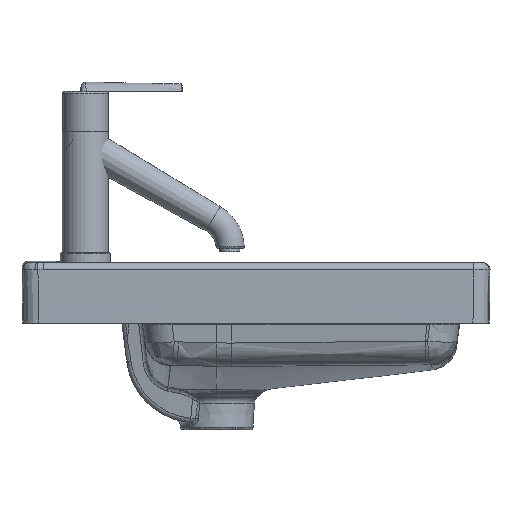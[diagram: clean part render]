
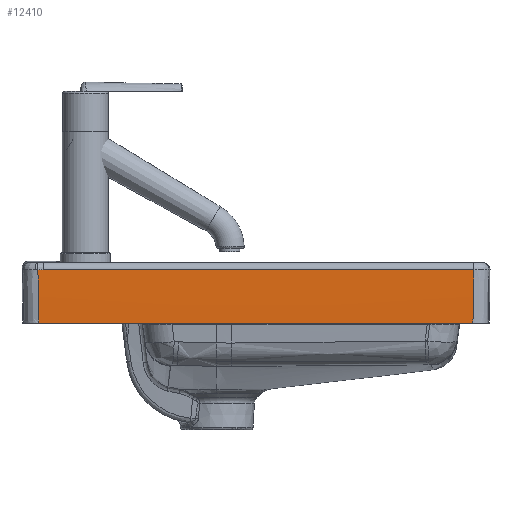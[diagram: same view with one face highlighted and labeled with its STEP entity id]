
A CAD part, front view. The second image highlights one B-rep face of the part: STEP entity #12410.
In plain terms, the highlighted free-form (B-spline) face has degree [3, 3] with [4, 4] control points.
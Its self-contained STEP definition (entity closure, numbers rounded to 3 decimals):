
#8037=CARTESIAN_POINT('',(21.063,-249.941,-7.067));
#8038=VERTEX_POINT('',#8037);
#8039=CARTESIAN_POINT('',(449.021,-249.941,-7.067));
#8040=VERTEX_POINT('',#8039);
#8041=CARTESIAN_POINT('',(21.063,-249.941,-7.067));
#8042=DIRECTION('',(1.0,0.0,0.0));
#8043=VECTOR('',#8042,427.958);
#8044=LINE('',#8041,#8043);
#8045=EDGE_CURVE('',#8038,#8040,#8044,.T.);
#12357=CARTESIAN_POINT('',(15.017,-248.97,-60.));
#12358=CARTESIAN_POINT('',(15.492,-249.449,-42.358));
#12359=CARTESIAN_POINT('',(15.813,-249.773,-24.709));
#12360=CARTESIAN_POINT('',(15.98,-249.941,-7.057));
#12361=CARTESIAN_POINT('',(159.366,-248.97,-60.));
#12362=CARTESIAN_POINT('',(159.841,-249.449,-42.358));
#12363=CARTESIAN_POINT('',(160.162,-249.773,-24.709));
#12364=CARTESIAN_POINT('',(160.328,-249.941,-7.057));
#12365=CARTESIAN_POINT('',(303.714,-248.97,-60.));
#12366=CARTESIAN_POINT('',(304.189,-249.449,-42.358));
#12367=CARTESIAN_POINT('',(304.511,-249.773,-24.709));
#12368=CARTESIAN_POINT('',(304.677,-249.941,-7.057));
#12369=CARTESIAN_POINT('',(448.063,-248.97,-60.));
#12370=CARTESIAN_POINT('',(448.538,-249.449,-42.358));
#12371=CARTESIAN_POINT('',(448.859,-249.773,-24.709));
#12372=CARTESIAN_POINT('',(449.026,-249.941,-7.057));
#12373=B_SPLINE_SURFACE_WITH_KNOTS('',3,3,((#12357,#12361,#12365,#12369),(#12358,#12362,#12366,#12370),(#12359,#12363,#12367,#12371),(#12360,#12364,#12368,#12372)),.UNSPECIFIED.,.F.,.F.,.U.,(4,4),(4,4),(99.143,152.107),(14.997,448.042),.UNSPECIFIED.);
#12374=ORIENTED_EDGE('',*,*,#8045,.F.);
#12375=CARTESIAN_POINT('',(15.98,-249.941,-7.057));
#12376=VERTEX_POINT('',#12375);
#12377=CARTESIAN_POINT('',(21.069,-262.79,1343.272));
#12378=DIRECTION('',(0.,-1.,-0.01));
#12379=DIRECTION('',(0.,0.01,-1.));
#12380=AXIS2_PLACEMENT_3D('',#12377,#12378,#12379);
#12381=CIRCLE('',#12380,1350.399);
#12382=EDGE_CURVE('',#12376,#8038,#12381,.T.);
#12383=ORIENTED_EDGE('',*,*,#12382,.F.);
#12384=CARTESIAN_POINT('',(16.937,-248.97,-60.));
#12385=VERTEX_POINT('',#12384);
#12386=CARTESIAN_POINT('',(1499.454,1257.177,-37.9));
#12387=DIRECTION('',(-0.713,0.701,0.));
#12388=DIRECTION('',(-0.45,-0.457,0.767));
#12389=AXIS2_PLACEMENT_3D('',#12386,#12387,#12388);
#12390=ELLIPSE('',#12389,2150.168,2089.955);
#12391=EDGE_CURVE('',#12385,#12376,#12390,.T.);
#12392=ORIENTED_EDGE('',*,*,#12391,.F.);
#12393=CARTESIAN_POINT('',(448.063,-248.97,-60.));
#12394=VERTEX_POINT('',#12393);
#12395=CARTESIAN_POINT('',(16.937,-248.97,-60.));
#12396=DIRECTION('',(1.0,0.0,0.0));
#12397=VECTOR('',#12396,431.125);
#12398=LINE('',#12395,#12397);
#12399=EDGE_CURVE('',#12385,#12394,#12398,.T.);
#12400=ORIENTED_EDGE('',*,*,#12399,.T.);
#12401=CARTESIAN_POINT('',(-339.002,548.269,-33.606));
#12402=DIRECTION('',(-0.712,-0.703,0.));
#12403=DIRECTION('',(-0.038,0.039,-0.999));
#12404=AXIS2_PLACEMENT_3D('',#12401,#12402,#12403);
#12405=ELLIPSE('',#12404,1547.91,1120.354);
#12406=EDGE_CURVE('',#12394,#8040,#12405,.T.);
#12407=ORIENTED_EDGE('',*,*,#12406,.T.);
#12408=EDGE_LOOP('',(#12374,#12383,#12392,#12400,#12407));
#12409=FACE_OUTER_BOUND('',#12408,.T.);
#12410=ADVANCED_FACE('',(#12409),#12373,.F.);
